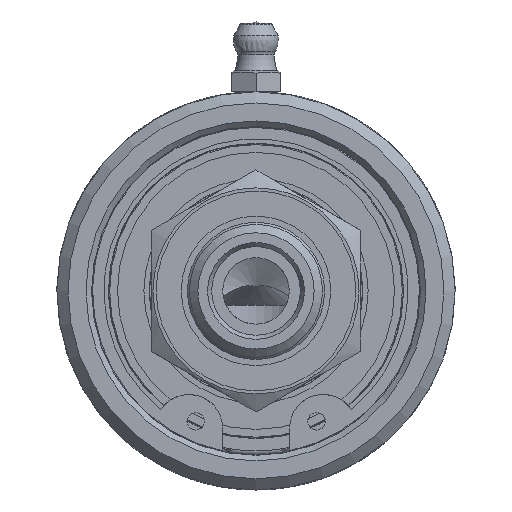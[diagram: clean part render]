
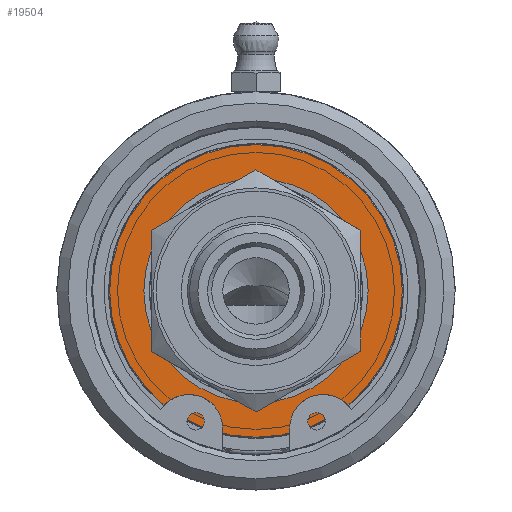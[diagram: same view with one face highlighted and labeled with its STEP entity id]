
A CAD part, left-side view. The second image highlights one B-rep face of the part: STEP entity #19504.
In plain terms, the highlighted planar face has unit normal (-1, 0, 0).
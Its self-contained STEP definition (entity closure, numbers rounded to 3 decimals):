
#223=FACE_BOUND('',#3342,.T.);
#1072=PLANE('',#20773);
#2138=FACE_OUTER_BOUND('',#3341,.T.);
#3341=EDGE_LOOP('',(#17759,#17760));
#3342=EDGE_LOOP('',(#17761,#17762));
#7340=CIRCLE('',#20771,16.05);
#7341=CIRCLE('',#20772,16.05);
#7342=CIRCLE('',#20774,20.95);
#7343=CIRCLE('',#20775,20.95);
#9241=VERTEX_POINT('',#45587);
#9242=VERTEX_POINT('',#45589);
#9243=VERTEX_POINT('',#45593);
#9244=VERTEX_POINT('',#45594);
#12100=EDGE_CURVE('',#9242,#9241,#7340,.T.);
#12101=EDGE_CURVE('',#9241,#9242,#7341,.T.);
#12102=EDGE_CURVE('',#9243,#9244,#7342,.T.);
#12103=EDGE_CURVE('',#9244,#9243,#7343,.T.);
#17759=ORIENTED_EDGE('',*,*,#12102,.F.);
#17760=ORIENTED_EDGE('',*,*,#12103,.F.);
#17761=ORIENTED_EDGE('',*,*,#12100,.T.);
#17762=ORIENTED_EDGE('',*,*,#12101,.T.);
#19504=ADVANCED_FACE('',(#2138,#223),#1072,.T.);
#20771=AXIS2_PLACEMENT_3D('',#45590,#24379,#24380);
#20772=AXIS2_PLACEMENT_3D('',#45591,#24381,#24382);
#20773=AXIS2_PLACEMENT_3D('',#45592,#24383,#24384);
#20774=AXIS2_PLACEMENT_3D('',#45595,#24385,#24386);
#20775=AXIS2_PLACEMENT_3D('',#45596,#24387,#24388);
#24379=DIRECTION('center_axis',(1.,0.,0.));
#24380=DIRECTION('ref_axis',(0.,1.,0.));
#24381=DIRECTION('center_axis',(1.,0.,0.));
#24382=DIRECTION('ref_axis',(0.,1.,0.));
#24383=DIRECTION('center_axis',(-1.,0.,0.));
#24384=DIRECTION('ref_axis',(0.,-1.,0.));
#24385=DIRECTION('center_axis',(1.,0.,0.));
#24386=DIRECTION('ref_axis',(0.,1.,0.));
#24387=DIRECTION('center_axis',(1.,0.,0.));
#24388=DIRECTION('ref_axis',(0.,1.,0.));
#45587=CARTESIAN_POINT('',(49.229,-16.05,0.));
#45589=CARTESIAN_POINT('',(49.229,16.05,0.));
#45590=CARTESIAN_POINT('Origin',(49.229,0.,
0.));
#45591=CARTESIAN_POINT('Origin',(49.229,0.,
0.));
#45592=CARTESIAN_POINT('Origin',(49.229,18.5,0.));
#45593=CARTESIAN_POINT('',(49.229,20.95,0.));
#45594=CARTESIAN_POINT('',(49.229,-20.95,0.));
#45595=CARTESIAN_POINT('Origin',(49.229,0.,
0.));
#45596=CARTESIAN_POINT('Origin',(49.229,0.,
0.));
